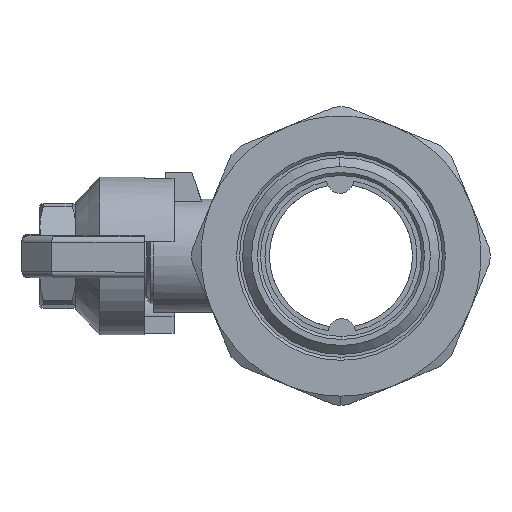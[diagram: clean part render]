
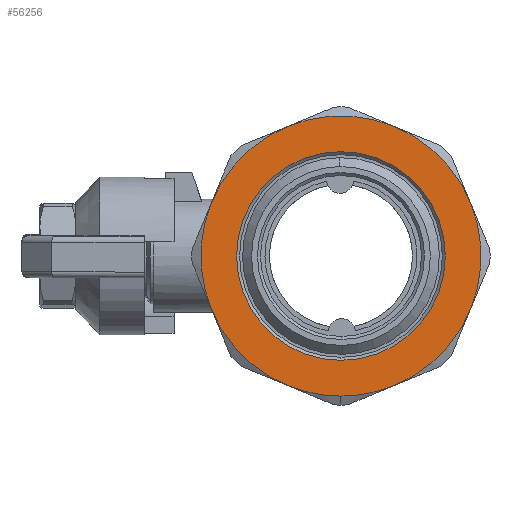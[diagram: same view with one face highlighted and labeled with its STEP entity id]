
A CAD part, left-side view. The second image highlights one B-rep face of the part: STEP entity #56256.
In plain terms, the highlighted planar face has unit normal (-1, 0, 0).
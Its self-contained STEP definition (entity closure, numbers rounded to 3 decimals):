
#2361 = FACE_BOUND ( 'NONE', #44255, .T. ) ;
#2468 = DIRECTION ( 'NONE',  ( -1., 0., 0. ) ) ;
#3234 = DIRECTION ( 'NONE',  ( 0., 0., 1. ) ) ;
#3324 = CARTESIAN_POINT ( 'NONE',  ( 0., 0., 0. ) ) ;
#3402 = VERTEX_POINT ( 'NONE', #33500 ) ;
#3525 = CARTESIAN_POINT ( 'NONE',  ( 0., 0., 0. ) ) ;
#3599 = CIRCLE ( 'NONE', #50186, 23.5 ) ;
#4134 = ORIENTED_EDGE ( 'NONE', *, *, #54793, .T. ) ;
#4746 = CIRCLE ( 'NONE', #16782, 23.5 ) ;
#5073 = CARTESIAN_POINT ( 'NONE',  ( 0., 0., 0. ) ) ;
#5190 = FACE_OUTER_BOUND ( 'NONE', #10992, .T. ) ;
#5669 = EDGE_CURVE ( 'NONE', #47711, #46724, #23442, .T. ) ;
#6953 = CARTESIAN_POINT ( 'NONE',  ( 0., 17.5, 0. ) ) ;
#7204 = DIRECTION ( 'NONE',  ( -1., 0., 0. ) ) ;
#7678 = VERTEX_POINT ( 'NONE', #34208 ) ;
#7798 = CARTESIAN_POINT ( 'NONE',  ( 0., 0., 0. ) ) ;
#7818 = DIRECTION ( 'NONE',  ( 0., 0., 1. ) ) ;
#8007 = DIRECTION ( 'NONE',  ( 0., 0., 1. ) ) ;
#8588 = CARTESIAN_POINT ( 'NONE',  ( 0., 0., 0. ) ) ;
#8656 = DIRECTION ( 'NONE',  ( -1., 0., 0. ) ) ;
#8885 = CIRCLE ( 'NONE', #56573, 23.5 ) ;
#9543 = DIRECTION ( 'NONE',  ( 0., 0., 1. ) ) ;
#9739 = EDGE_CURVE ( 'NONE', #3402, #58807, #31369, .T. ) ;
#10044 = CARTESIAN_POINT ( 'NONE',  ( 0., 8.993, 21.711 ) ) ;
#10229 = ORIENTED_EDGE ( 'NONE', *, *, #58744, .T. ) ;
#10992 = EDGE_LOOP ( 'NONE', ( #36413, #10229, #26426, #4134, #30238, #15991, #41590, #27551, #56286 ) ) ;
#11451 = DIRECTION ( 'NONE',  ( 1., 0., 0. ) ) ;
#11516 = CIRCLE ( 'NONE', #15581, 23.5 ) ;
#11565 = CIRCLE ( 'NONE', #51819, 23.5 ) ;
#11773 = EDGE_CURVE ( 'NONE', #12003, #31999, #3599, .T. ) ;
#12003 = VERTEX_POINT ( 'NONE', #44104 ) ;
#12310 = DIRECTION ( 'NONE',  ( 0., 0., 1. ) ) ;
#15581 = AXIS2_PLACEMENT_3D ( 'NONE', #43388, #15856, #48007 ) ;
#15856 = DIRECTION ( 'NONE',  ( -1., 0., 0. ) ) ;
#15991 = ORIENTED_EDGE ( 'NONE', *, *, #55281, .T. ) ;
#16017 = CARTESIAN_POINT ( 'NONE',  ( 0., 8.993, -21.711 ) ) ;
#16782 = AXIS2_PLACEMENT_3D ( 'NONE', #7798, #39805, #12310 ) ;
#19068 = CARTESIAN_POINT ( 'NONE',  ( 0., 0., 0. ) ) ;
#19765 = CIRCLE ( 'NONE', #26162, 17.5 ) ;
#20423 = VERTEX_POINT ( 'NONE', #25716 ) ;
#21606 = CARTESIAN_POINT ( 'NONE',  ( 0., -8.993, 21.711 ) ) ;
#22401 = AXIS2_PLACEMENT_3D ( 'NONE', #6953, #11451, #43545 ) ;
#23442 = CIRCLE ( 'NONE', #47678, 17.5 ) ;
#23637 = DIRECTION ( 'NONE',  ( 0., 0., 1. ) ) ;
#23661 = CIRCLE ( 'NONE', #30145, 23.5 ) ;
#23774 = EDGE_CURVE ( 'NONE', #55050, #55924, #8885, .T. ) ;
#24654 = EDGE_CURVE ( 'NONE', #27564, #7678, #42504, .T. ) ;
#25716 = CARTESIAN_POINT ( 'NONE',  ( 0., -21.711, -8.993 ) ) ;
#26076 = AXIS2_PLACEMENT_3D ( 'NONE', #34567, #7204, #39197 ) ;
#26162 = AXIS2_PLACEMENT_3D ( 'NONE', #29676, #2468, #34338 ) ;
#26426 = ORIENTED_EDGE ( 'NONE', *, *, #11773, .T. ) ;
#27551 = ORIENTED_EDGE ( 'NONE', *, *, #9739, .T. ) ;
#27564 = VERTEX_POINT ( 'NONE', #10044 ) ;
#29062 = PLANE ( 'NONE',  #22401 ) ;
#29576 = ORIENTED_EDGE ( 'NONE', *, *, #35567, .F. ) ;
#29676 = CARTESIAN_POINT ( 'NONE',  ( 0., 0., 0. ) ) ;
#30040 = AXIS2_PLACEMENT_3D ( 'NONE', #37829, #37758, #37479 ) ;
#30145 = AXIS2_PLACEMENT_3D ( 'NONE', #3324, #35210, #7818 ) ;
#30238 = ORIENTED_EDGE ( 'NONE', *, *, #23774, .T. ) ;
#31272 = EDGE_CURVE ( 'NONE', #20423, #3402, #56734, .T. ) ;
#31369 = CIRCLE ( 'NONE', #30040, 23.5 ) ;
#31999 = VERTEX_POINT ( 'NONE', #16017 ) ;
#32752 = CARTESIAN_POINT ( 'NONE',  ( 0., 0., 17.5 ) ) ;
#33500 = CARTESIAN_POINT ( 'NONE',  ( 0., -21.711, 8.993 ) ) ;
#34208 = CARTESIAN_POINT ( 'NONE',  ( 0., 21.711, 8.993 ) ) ;
#34338 = DIRECTION ( 'NONE',  ( 0., 0., 1. ) ) ;
#34567 = CARTESIAN_POINT ( 'NONE',  ( 0., 0., 0. ) ) ;
#35210 = DIRECTION ( 'NONE',  ( -1., 0., 0. ) ) ;
#35414 = DIRECTION ( 'NONE',  ( -1., 0., 0. ) ) ;
#35567 = EDGE_CURVE ( 'NONE', #46724, #47711, #19765, .T. ) ;
#36413 = ORIENTED_EDGE ( 'NONE', *, *, #24654, .T. ) ;
#36990 = DIRECTION ( 'NONE',  ( -1., 0., 0. ) ) ;
#37479 = DIRECTION ( 'NONE',  ( 0., 0., 1. ) ) ;
#37758 = DIRECTION ( 'NONE',  ( -1., 0., 0. ) ) ;
#37829 = CARTESIAN_POINT ( 'NONE',  ( 0., 0., 0. ) ) ;
#38722 = CARTESIAN_POINT ( 'NONE',  ( 0., 0., -17.5 ) ) ;
#39197 = DIRECTION ( 'NONE',  ( 0., 0., 1. ) ) ;
#39805 = DIRECTION ( 'NONE',  ( -1., 0., 0. ) ) ;
#41590 = ORIENTED_EDGE ( 'NONE', *, *, #31272, .T. ) ;
#42241 = ORIENTED_EDGE ( 'NONE', *, *, #5669, .F. ) ;
#42504 = CIRCLE ( 'NONE', #54244, 23.5 ) ;
#43388 = CARTESIAN_POINT ( 'NONE',  ( 0., 0., 0. ) ) ;
#43545 = DIRECTION ( 'NONE',  ( 0., 0., -1. ) ) ;
#44104 = CARTESIAN_POINT ( 'NONE',  ( 0., 21.711, -8.993 ) ) ;
#44255 = EDGE_LOOP ( 'NONE', ( #29576, #42241 ) ) ;
#45363 = CARTESIAN_POINT ( 'NONE',  ( 0., -8.993, -21.711 ) ) ;
#45551 = CARTESIAN_POINT ( 'NONE',  ( 0., 0., 0. ) ) ;
#45564 = DIRECTION ( 'NONE',  ( -1., 0., 0. ) ) ;
#45635 = DIRECTION ( 'NONE',  ( 0., 0., 1. ) ) ;
#46724 = VERTEX_POINT ( 'NONE', #32752 ) ;
#47678 = AXIS2_PLACEMENT_3D ( 'NONE', #8588, #8656, #3234 ) ;
#47711 = VERTEX_POINT ( 'NONE', #38722 ) ;
#48007 = DIRECTION ( 'NONE',  ( 0., 0., 1. ) ) ;
#50092 = CARTESIAN_POINT ( 'NONE',  ( 0., 0., -23.5 ) ) ;
#50186 = AXIS2_PLACEMENT_3D ( 'NONE', #45551, #45564, #45635 ) ;
#51307 = DIRECTION ( 'NONE',  ( -1., 0., 0. ) ) ;
#51819 = AXIS2_PLACEMENT_3D ( 'NONE', #3525, #35414, #8007 ) ;
#54244 = AXIS2_PLACEMENT_3D ( 'NONE', #5073, #36990, #9543 ) ;
#54793 = EDGE_CURVE ( 'NONE', #31999, #55050, #23661, .T. ) ;
#54847 = EDGE_CURVE ( 'NONE', #58807, #27564, #11565, .T. ) ;
#55050 = VERTEX_POINT ( 'NONE', #50092 ) ;
#55281 = EDGE_CURVE ( 'NONE', #55924, #20423, #11516, .T. ) ;
#55924 = VERTEX_POINT ( 'NONE', #45363 ) ;
#56256 = ADVANCED_FACE ( 'NONE', ( #2361, #5190 ), #29062, .F. ) ;
#56286 = ORIENTED_EDGE ( 'NONE', *, *, #54847, .T. ) ;
#56573 = AXIS2_PLACEMENT_3D ( 'NONE', #19068, #51307, #23637 ) ;
#56734 = CIRCLE ( 'NONE', #26076, 23.5 ) ;
#58744 = EDGE_CURVE ( 'NONE', #7678, #12003, #4746, .T. ) ;
#58807 = VERTEX_POINT ( 'NONE', #21606 ) ;
